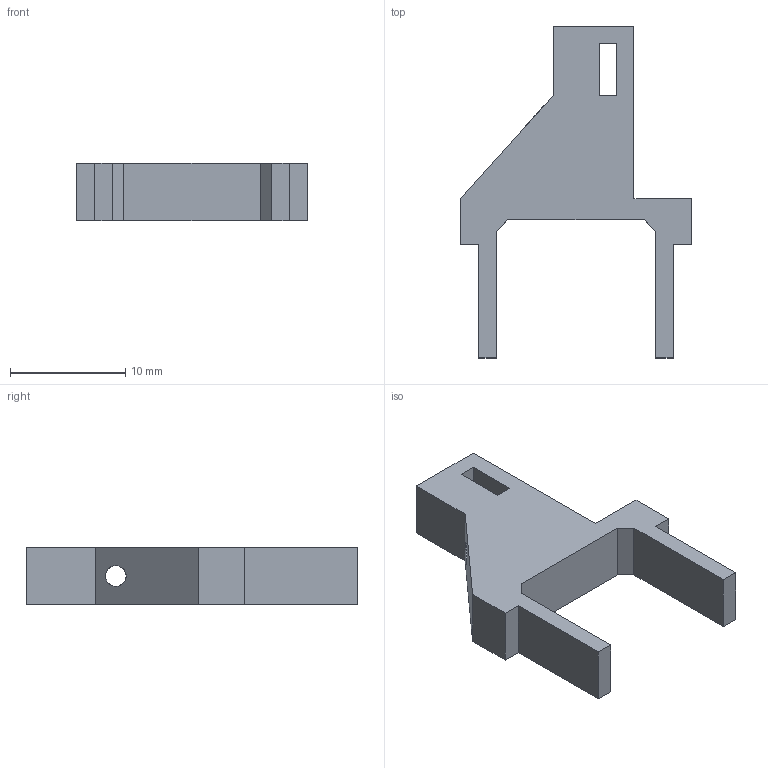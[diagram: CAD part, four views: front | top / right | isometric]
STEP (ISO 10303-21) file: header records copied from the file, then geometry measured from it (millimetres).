
FILE_DESCRIPTION(('HOOPS Exchange Step'),'2;1');
FILE_NAME('export-86762B86-D548-4F91-98EC-CF7B6A235315.stp','2022-01-18T21:23:47+01:00',('31616'),('Alibre'),'HOOPS Exchange 2020.1','Alibre','Unknown authorisation');
FILE_SCHEMA( ('AP242_MANAGED_MODEL_BASED_3D_ENGINEERING_MIM_LF {1 0 10303 442 1 1 4 }') );
Length unit declared in the file: centimetre
Products named in the file (1): 4HP_PCB_Mount
Bounding box: 20.08 x 28.85 x 5 mm (x, y, z)
Volume: 1056.3 mm3; surface area: 1112.6 mm2
Topology: 1 solids, 1 shells, 25 faces, 70 edges, 47 vertices
Faces by surface type: plane 24, cylinder 1
Full cylindrical faces by diameter (mm): 1.8 x1
Entity records: 833 total; most frequent: CARTESIAN_POINT 144, ORIENTED_EDGE 140, DIRECTION 127, EDGE_CURVE 70, VECTOR 67, LINE 67, VERTEX_POINT 47, AXIS2_PLACEMENT_3D 30
